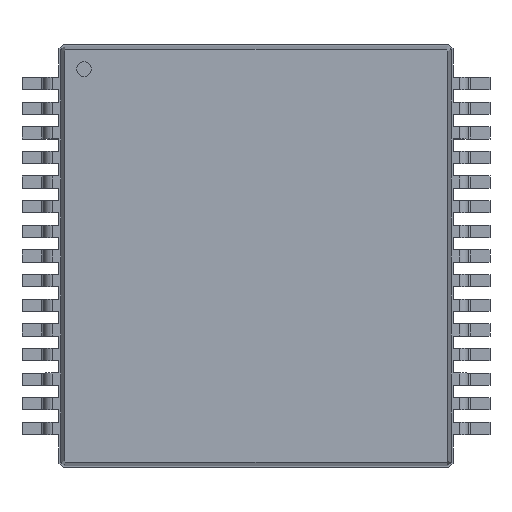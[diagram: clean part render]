
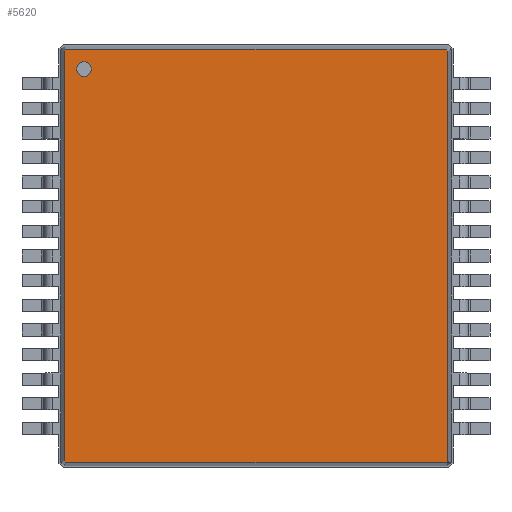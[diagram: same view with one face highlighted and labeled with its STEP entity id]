
A CAD part, top view. The second image highlights one B-rep face of the part: STEP entity #5620.
In plain terms, the highlighted planar face has unit normal (0, 0, 1).
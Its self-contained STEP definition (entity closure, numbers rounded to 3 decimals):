
#2018 = VERTEX_POINT('',#2019);
#2019 = CARTESIAN_POINT('',(7.784,-8.317,2.2));
#2024 = EDGE_CURVE('',#2025,#2018,#2027,.T.);
#2025 = VERTEX_POINT('',#2026);
#2026 = CARTESIAN_POINT('',(7.784,8.317,2.2));
#2027 = LINE('',#2028,#2029);
#2028 = CARTESIAN_POINT('',(7.784,8.317,2.2));
#2029 = VECTOR('',#2030,1.);
#2030 = DIRECTION('',(0.,-1.,0.));
#5603 = EDGE_CURVE('',#5604,#2025,#5606,.T.);
#5604 = VERTEX_POINT('',#5605);
#5605 = CARTESIAN_POINT('',(7.717,8.384,2.2));
#5606 = LINE('',#5607,#5608);
#5607 = CARTESIAN_POINT('',(7.717,8.384,2.2));
#5608 = VECTOR('',#5609,1.);
#5609 = DIRECTION('',(0.707,-0.707,0.));
#5620 = ADVANCED_FACE('',(#5621,#5671),#5682,.T.);
#5621 = FACE_BOUND('',#5622,.T.);
#5622 = EDGE_LOOP('',(#5623,#5631,#5639,#5647,#5655,#5663,#5669,#5670));
#5623 = ORIENTED_EDGE('',*,*,#5624,.F.);
#5624 = EDGE_CURVE('',#5625,#5604,#5627,.T.);
#5625 = VERTEX_POINT('',#5626);
#5626 = CARTESIAN_POINT('',(-7.717,8.384,2.2));
#5627 = LINE('',#5628,#5629);
#5628 = CARTESIAN_POINT('',(-7.717,8.384,2.2));
#5629 = VECTOR('',#5630,1.);
#5630 = DIRECTION('',(1.,0.,0.));
#5631 = ORIENTED_EDGE('',*,*,#5632,.F.);
#5632 = EDGE_CURVE('',#5633,#5625,#5635,.T.);
#5633 = VERTEX_POINT('',#5634);
#5634 = CARTESIAN_POINT('',(-7.784,8.317,2.2));
#5635 = LINE('',#5636,#5637);
#5636 = CARTESIAN_POINT('',(-7.784,8.317,2.2));
#5637 = VECTOR('',#5638,1.);
#5638 = DIRECTION('',(0.707,0.707,0.));
#5639 = ORIENTED_EDGE('',*,*,#5640,.F.);
#5640 = EDGE_CURVE('',#5641,#5633,#5643,.T.);
#5641 = VERTEX_POINT('',#5642);
#5642 = CARTESIAN_POINT('',(-7.784,-8.317,2.2));
#5643 = LINE('',#5644,#5645);
#5644 = CARTESIAN_POINT('',(-7.784,-8.317,2.2));
#5645 = VECTOR('',#5646,1.);
#5646 = DIRECTION('',(0.,1.,0.));
#5647 = ORIENTED_EDGE('',*,*,#5648,.F.);
#5648 = EDGE_CURVE('',#5649,#5641,#5651,.T.);
#5649 = VERTEX_POINT('',#5650);
#5650 = CARTESIAN_POINT('',(-7.717,-8.384,2.2));
#5651 = LINE('',#5652,#5653);
#5652 = CARTESIAN_POINT('',(-7.717,-8.384,2.2));
#5653 = VECTOR('',#5654,1.);
#5654 = DIRECTION('',(-0.707,0.707,0.));
#5655 = ORIENTED_EDGE('',*,*,#5656,.F.);
#5656 = EDGE_CURVE('',#5657,#5649,#5659,.T.);
#5657 = VERTEX_POINT('',#5658);
#5658 = CARTESIAN_POINT('',(7.717,-8.384,2.2));
#5659 = LINE('',#5660,#5661);
#5660 = CARTESIAN_POINT('',(7.717,-8.384,2.2));
#5661 = VECTOR('',#5662,1.);
#5662 = DIRECTION('',(-1.,0.,0.));
#5663 = ORIENTED_EDGE('',*,*,#5664,.F.);
#5664 = EDGE_CURVE('',#2018,#5657,#5665,.T.);
#5665 = LINE('',#5666,#5667);
#5666 = CARTESIAN_POINT('',(7.784,-8.317,2.2));
#5667 = VECTOR('',#5668,1.);
#5668 = DIRECTION('',(-0.707,-0.707,0.));
#5669 = ORIENTED_EDGE('',*,*,#2024,.F.);
#5670 = ORIENTED_EDGE('',*,*,#5603,.F.);
#5671 = FACE_BOUND('',#5672,.T.);
#5672 = EDGE_LOOP('',(#5673));
#5673 = ORIENTED_EDGE('',*,*,#5674,.F.);
#5674 = EDGE_CURVE('',#5675,#5675,#5677,.T.);
#5675 = VERTEX_POINT('',#5676);
#5676 = CARTESIAN_POINT('',(-6.984,7.284,2.2));
#5677 = CIRCLE('',#5678,0.3);
#5678 = AXIS2_PLACEMENT_3D('',#5679,#5680,#5681);
#5679 = CARTESIAN_POINT('',(-6.984,7.584,2.2));
#5680 = DIRECTION('',(0.,0.,1.));
#5681 = DIRECTION('',(0.,-1.,0.));
#5682 = PLANE('',#5683);
#5683 = AXIS2_PLACEMENT_3D('',#5684,#5685,#5686);
#5684 = CARTESIAN_POINT('',(-7.717,8.384,2.2));
#5685 = DIRECTION('',(0.,0.,1.));
#5686 = DIRECTION('',(0.677,-0.736,0.));
